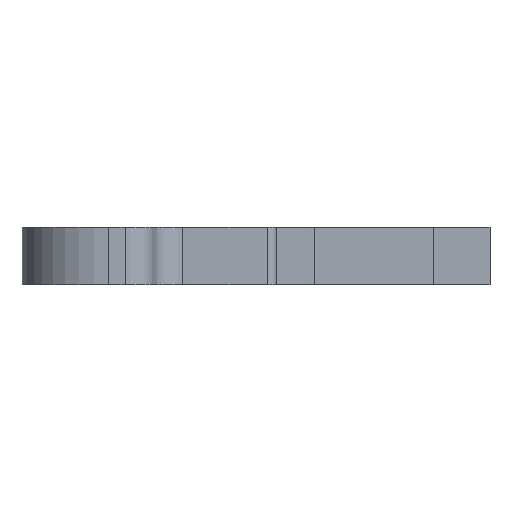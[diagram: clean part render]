
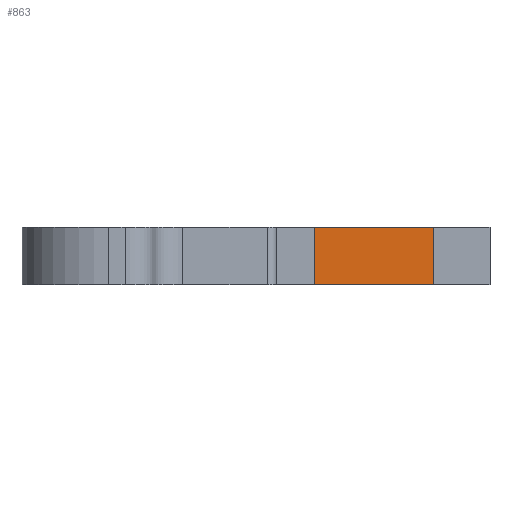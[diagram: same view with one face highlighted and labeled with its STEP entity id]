
A CAD part, left-side view. The second image highlights one B-rep face of the part: STEP entity #863.
In plain terms, the highlighted planar face has unit normal (-1, 0, 0).
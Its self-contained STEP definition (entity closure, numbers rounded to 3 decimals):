
#47=PLANE('',#928);
#90=FACE_OUTER_BOUND('',#139,.T.);
#139=EDGE_LOOP('',(#740,#741,#742,#743));
#168=LINE('',#1212,#269);
#236=LINE('',#1377,#337);
#237=LINE('',#1380,#338);
#238=LINE('',#1381,#339);
#269=VECTOR('',#973,34.5);
#337=VECTOR('',#1127,6.);
#338=VECTOR('',#1130,34.5);
#339=VECTOR('',#1131,6.);
#394=VERTEX_POINT('',#1209);
#395=VERTEX_POINT('',#1211);
#449=VERTEX_POINT('',#1375);
#450=VERTEX_POINT('',#1379);
#478=EDGE_CURVE('',#395,#394,#168,.T.);
#560=EDGE_CURVE('',#394,#449,#236,.T.);
#561=EDGE_CURVE('',#450,#449,#237,.T.);
#562=EDGE_CURVE('',#395,#450,#238,.T.);
#740=ORIENTED_EDGE('',*,*,#478,.T.);
#741=ORIENTED_EDGE('',*,*,#560,.T.);
#742=ORIENTED_EDGE('',*,*,#561,.F.);
#743=ORIENTED_EDGE('',*,*,#562,.F.);
#863=ADVANCED_FACE('',(#90),#47,.T.);
#928=AXIS2_PLACEMENT_3D('',#1378,#1128,#1129);
#973=DIRECTION('',(0.,-1.,0.));
#1127=DIRECTION('',(0.,0.,1.));
#1128=DIRECTION('center_axis',(-1.,0.,0.));
#1129=DIRECTION('ref_axis',(0.,-1.,0.));
#1130=DIRECTION('',(0.,-1.,0.));
#1131=DIRECTION('',(0.,0.,1.));
#1209=CARTESIAN_POINT('',(30.939,-12.,0.));
#1211=CARTESIAN_POINT('',(30.939,22.5,0.));
#1212=CARTESIAN_POINT('',(30.939,22.5,0.));
#1375=CARTESIAN_POINT('',(30.939,-12.,6.));
#1377=CARTESIAN_POINT('',(30.939,-12.,0.));
#1378=CARTESIAN_POINT('Origin',(30.939,22.5,0.));
#1379=CARTESIAN_POINT('',(30.939,22.5,6.));
#1380=CARTESIAN_POINT('',(30.939,22.5,6.));
#1381=CARTESIAN_POINT('',(30.939,22.5,0.));
